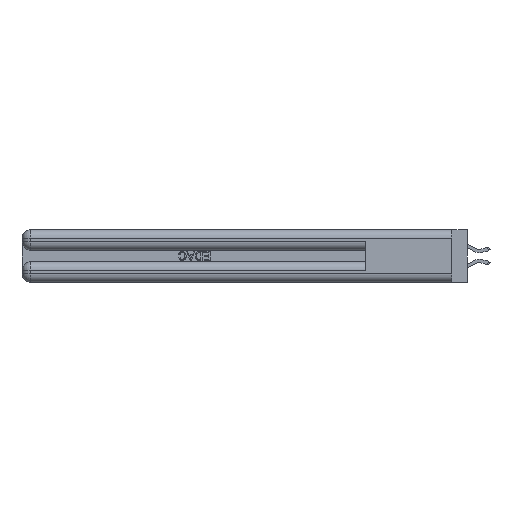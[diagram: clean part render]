
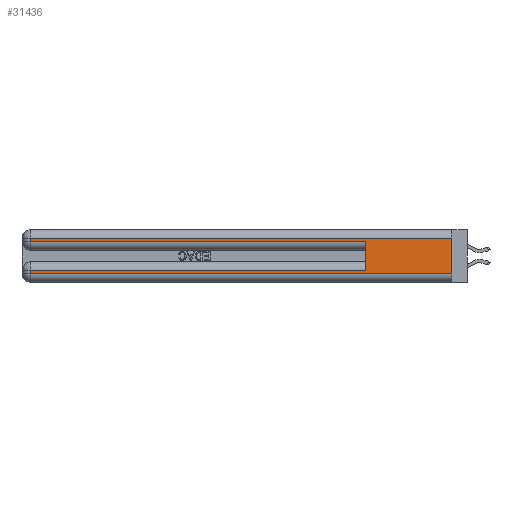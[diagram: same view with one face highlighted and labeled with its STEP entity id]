
A CAD part, left-side view. The second image highlights one B-rep face of the part: STEP entity #31436.
In plain terms, the highlighted planar face has unit normal (-1, 0, 0).
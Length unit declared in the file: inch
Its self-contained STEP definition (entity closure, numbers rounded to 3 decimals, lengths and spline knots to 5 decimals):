
#980 = VERTEX_POINT ( 'NONE', #31708 ) ;
#1587 = VECTOR ( 'NONE', #30981, 39.37008 ) ;
#2594 = VERTEX_POINT ( 'NONE', #10830 ) ;
#2694 = VERTEX_POINT ( 'NONE', #25073 ) ;
#3384 = VECTOR ( 'NONE', #36723, 39.37008 ) ;
#3388 = ORIENTED_EDGE ( 'NONE', *, *, #11476, .T. ) ;
#3730 = VERTEX_POINT ( 'NONE', #23188 ) ;
#4231 = EDGE_CURVE ( 'NONE', #2694, #44125, #29717, .T. ) ;
#4635 = DIRECTION ( 'NONE',  ( 0., 1., 0. ) ) ;
#4698 = LINE ( 'NONE', #14783, #14968 ) ;
#5179 = VERTEX_POINT ( 'NONE', #24254 ) ;
#5563 = ORIENTED_EDGE ( 'NONE', *, *, #21540, .T. ) ;
#5855 = CARTESIAN_POINT ( 'NONE',  ( 0., 0., 0.06 ) ) ;
#7435 = EDGE_CURVE ( 'NONE', #44125, #10953, #25251, .T. ) ;
#9178 = VECTOR ( 'NONE', #29855, 39.37008 ) ;
#9312 = ORIENTED_EDGE ( 'NONE', *, *, #38112, .T. ) ;
#10457 = CARTESIAN_POINT ( 'NONE',  ( 0., 2.94, 0.37 ) ) ;
#10830 = CARTESIAN_POINT ( 'NONE',  ( 0., 0.6, 0.285 ) ) ;
#10953 = VERTEX_POINT ( 'NONE', #11100 ) ;
#11100 = CARTESIAN_POINT ( 'NONE',  ( 0., 2.94, 0.285 ) ) ;
#11476 = EDGE_CURVE ( 'NONE', #3730, #40674, #35965, .T. ) ;
#11579 = CARTESIAN_POINT ( 'NONE',  ( 0., 2.94, 0.06 ) ) ;
#12823 = CARTESIAN_POINT ( 'NONE',  ( 0., 0., 0.31 ) ) ;
#12992 = DIRECTION ( 'NONE',  ( 0., 0., -1. ) ) ;
#14343 = CARTESIAN_POINT ( 'NONE',  ( 0., 0., 0.37 ) ) ;
#14413 = LINE ( 'NONE', #22747, #33658 ) ;
#14783 = CARTESIAN_POINT ( 'NONE',  ( 0., 0., 0.285 ) ) ;
#14811 = CARTESIAN_POINT ( 'NONE',  ( 0., 2.94, 0.31 ) ) ;
#14968 = VECTOR ( 'NONE', #31818, 39.37008 ) ;
#16221 = CARTESIAN_POINT ( 'NONE',  ( 0., 0., 0.37 ) ) ;
#18118 = EDGE_CURVE ( 'NONE', #2694, #5179, #19764, .T. ) ;
#19656 = PLANE ( 'NONE',  #39066 ) ;
#19764 = LINE ( 'NONE', #14343, #35803 ) ;
#21540 = EDGE_CURVE ( 'NONE', #40674, #5179, #26385, .T. ) ;
#22747 = CARTESIAN_POINT ( 'NONE',  ( 0., 0.6, 0.145 ) ) ;
#22961 = EDGE_CURVE ( 'NONE', #980, #3730, #34243, .T. ) ;
#23107 = DIRECTION ( 'NONE',  ( 0., 0., -1. ) ) ;
#23188 = CARTESIAN_POINT ( 'NONE',  ( 0., 2.94, 0.085 ) ) ;
#24254 = CARTESIAN_POINT ( 'NONE',  ( 0., 0., 0.06 ) ) ;
#24409 = EDGE_CURVE ( 'NONE', #980, #2594, #14413, .T. ) ;
#25073 = CARTESIAN_POINT ( 'NONE',  ( 0., 0., 0.31 ) ) ;
#25251 = LINE ( 'NONE', #33461, #34309 ) ;
#26385 = LINE ( 'NONE', #5855, #9178 ) ;
#26512 = ORIENTED_EDGE ( 'NONE', *, *, #7435, .T. ) ;
#27587 = ORIENTED_EDGE ( 'NONE', *, *, #24409, .F. ) ;
#29717 = LINE ( 'NONE', #12823, #3384 ) ;
#29720 = ORIENTED_EDGE ( 'NONE', *, *, #22961, .T. ) ;
#29855 = DIRECTION ( 'NONE',  ( 0., -1., 0. ) ) ;
#30981 = DIRECTION ( 'NONE',  ( 0., 0., -1. ) ) ;
#31313 = ORIENTED_EDGE ( 'NONE', *, *, #18118, .F. ) ;
#31436 = ADVANCED_FACE ( 'NONE', ( #32520 ), #19656, .F. ) ;
#31532 = DIRECTION ( 'NONE',  ( 0., 0., -1. ) ) ;
#31708 = CARTESIAN_POINT ( 'NONE',  ( 0., 0.6, 0.085 ) ) ;
#31818 = DIRECTION ( 'NONE',  ( 0., -1., 0. ) ) ;
#32520 = FACE_OUTER_BOUND ( 'NONE', #44096, .T. ) ;
#33255 = DIRECTION ( 'NONE',  ( 1., 0., 0. ) ) ;
#33461 = CARTESIAN_POINT ( 'NONE',  ( 0., 2.94, 0.37 ) ) ;
#33658 = VECTOR ( 'NONE', #43128, 39.37008 ) ;
#34243 = LINE ( 'NONE', #38787, #43263 ) ;
#34309 = VECTOR ( 'NONE', #12992, 39.37008 ) ;
#35803 = VECTOR ( 'NONE', #31532, 39.37008 ) ;
#35965 = LINE ( 'NONE', #10457, #1587 ) ;
#36723 = DIRECTION ( 'NONE',  ( 0., 1., 0. ) ) ;
#38112 = EDGE_CURVE ( 'NONE', #10953, #2594, #4698, .T. ) ;
#38787 = CARTESIAN_POINT ( 'NONE',  ( 0., 0., 0.085 ) ) ;
#39066 = AXIS2_PLACEMENT_3D ( 'NONE', #16221, #33255, #23107 ) ;
#40674 = VERTEX_POINT ( 'NONE', #11579 ) ;
#42479 = ORIENTED_EDGE ( 'NONE', *, *, #4231, .T. ) ;
#43128 = DIRECTION ( 'NONE',  ( 0., 0., 1. ) ) ;
#43263 = VECTOR ( 'NONE', #4635, 39.37008 ) ;
#44096 = EDGE_LOOP ( 'NONE', ( #31313, #42479, #26512, #9312, #27587, #29720, #3388, #5563 ) ) ;
#44125 = VERTEX_POINT ( 'NONE', #14811 ) ;
